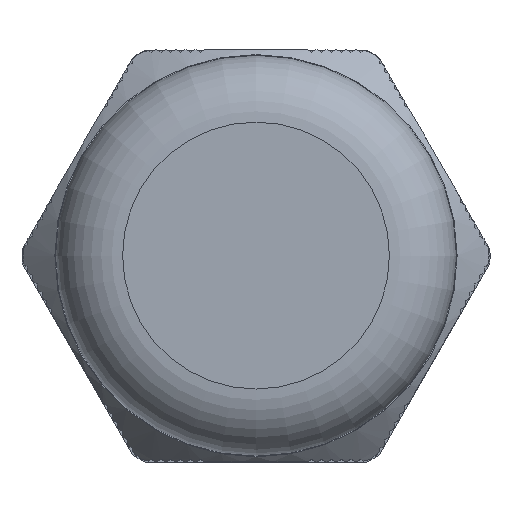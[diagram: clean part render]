
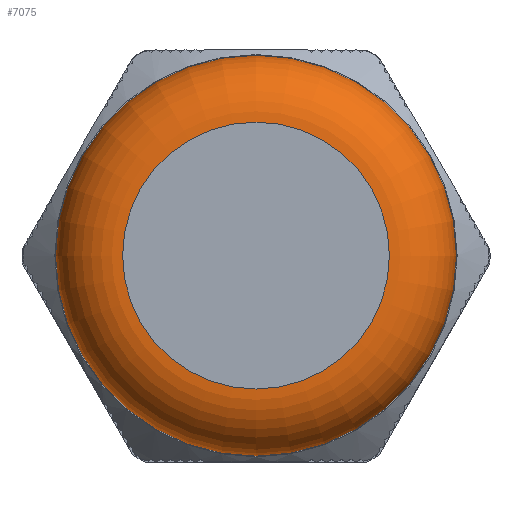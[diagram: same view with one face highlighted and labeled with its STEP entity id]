
A CAD part, top view. The second image highlights one B-rep face of the part: STEP entity #7075.
In plain terms, the highlighted toroidal (fillet/blend) face has major radius 13.6 mm and minor radius 6.8 mm.
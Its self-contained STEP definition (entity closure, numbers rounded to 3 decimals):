
#1876=CARTESIAN_POINT('',(13.6,0.,51.454));
#1877=VERTEX_POINT('',#1876);
#1878=CARTESIAN_POINT('',(0.,0.,51.454));
#1879=DIRECTION('',(0.0,0.0,-1.0));
#1880=DIRECTION('',(-1.0,0.0,0.0));
#1881=AXIS2_PLACEMENT_3D('',#1878,#1879,#1880);
#1882=CIRCLE('',#1881,13.6);
#1883=EDGE_CURVE('',#1877,#1877,#1882,.T.);
#7056=CARTESIAN_POINT('',(0.,0.,44.654));
#7057=DIRECTION('',(0.,0.,-1.0));
#7058=DIRECTION('',(-1.0,0.0,0.0));
#7059=AXIS2_PLACEMENT_3D('',#7056,#7057,#7058);
#7060=TOROIDAL_SURFACE('',#7059,13.6,6.8);
#7061=ORIENTED_EDGE('',*,*,#1883,.T.);
#7062=EDGE_LOOP('',(#7061));
#7063=FACE_OUTER_BOUND('',#7062,.T.);
#7064=CARTESIAN_POINT('',(20.4,0.,44.654));
#7065=VERTEX_POINT('',#7064);
#7066=CARTESIAN_POINT('',(0.,0.,44.654));
#7067=DIRECTION('',(0.0,0.0,1.0));
#7068=DIRECTION('',(-1.0,0.0,0.0));
#7069=AXIS2_PLACEMENT_3D('',#7066,#7067,#7068);
#7070=CIRCLE('',#7069,20.4);
#7071=EDGE_CURVE('',#7065,#7065,#7070,.T.);
#7072=ORIENTED_EDGE('',*,*,#7071,.T.);
#7073=EDGE_LOOP('',(#7072));
#7074=FACE_BOUND('',#7073,.T.);
#7075=ADVANCED_FACE('',(#7063,#7074),#7060,.T.);
